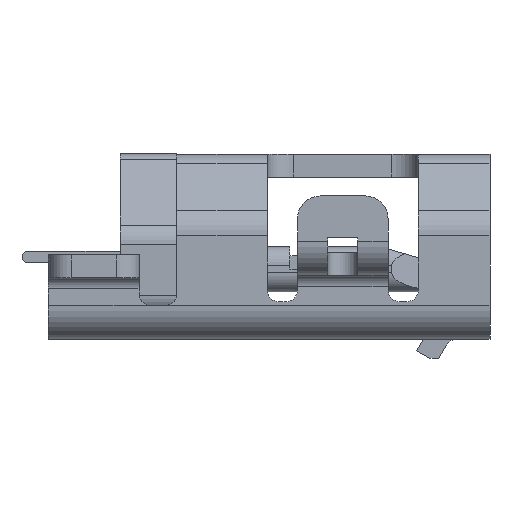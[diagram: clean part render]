
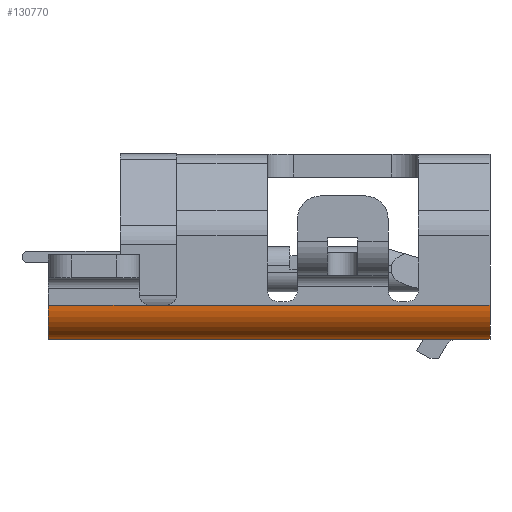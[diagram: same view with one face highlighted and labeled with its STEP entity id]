
A CAD part, front view. The second image highlights one B-rep face of the part: STEP entity #130770.
In plain terms, the highlighted cylindrical face has radius 0.45 mm (diameter 0.9 mm), a partial arc.
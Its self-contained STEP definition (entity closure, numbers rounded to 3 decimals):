
#110680=CARTESIAN_POINT('',(13.35,8.08,-1.215));
#110690=VERTEX_POINT('',#110680);
#110720=CARTESIAN_POINT('',(19.2,8.08,-1.215));
#110730=DIRECTION('',(-1.,0.,0.));
#110740=VECTOR('',#110730,5.85);
#110750=LINE('',#110720,#110740);
#110760=CARTESIAN_POINT('',(19.2,8.08,-1.215));
#110770=VERTEX_POINT('',#110760);
#110780=EDGE_CURVE('',#110770,#110690,#110750,.T.);
#130370=CARTESIAN_POINT('',(19.2,8.08,-0.765));
#130380=DIRECTION('',(1.,0.,0.));
#130390=DIRECTION('',(0.,-1.,0.));
#130400=AXIS2_PLACEMENT_3D('',#130370,#130380,#130390);
#130410=CYLINDRICAL_SURFACE('',#130400,0.45);
#130420=CARTESIAN_POINT('',(19.2,7.63,-0.765));
#130430=DIRECTION('',(1.,0.,0.));
#130440=VECTOR('',#130430,1.);
#130450=LINE('',#130420,#130440);
#130460=CARTESIAN_POINT('',(14.7,7.63,-0.765));
#130470=VERTEX_POINT('',#130460);
#130480=CARTESIAN_POINT('',(14.9,7.63,-0.765));
#130490=VERTEX_POINT('',#130480);
#130500=EDGE_CURVE('',#130470,#130490,#130450,.T.);
#130510=ORIENTED_EDGE('',*,*,#130500,.F.);
#130520=CARTESIAN_POINT('',(19.2,7.63,-0.765));
#130530=VERTEX_POINT('',#130520);
#130540=EDGE_CURVE('',#130490,#130530,#130450,.T.);
#130550=ORIENTED_EDGE('',*,*,#130540,.F.);
#130560=CARTESIAN_POINT('',(19.2,8.08,-0.765));
#130570=DIRECTION('',(1.,0.,0.));
#130580=DIRECTION('',(0.,-1.,0.));
#130590=AXIS2_PLACEMENT_3D('',#130560,#130570,#130580);
#130600=CIRCLE('',#130590,0.45);
#130610=EDGE_CURVE('',#130530,#110770,#130600,.T.);
#130620=ORIENTED_EDGE('',*,*,#130610,.F.);
#130630=ORIENTED_EDGE('',*,*,#110780,.F.);
#130640=CARTESIAN_POINT('',(13.35,8.08,-0.765));
#130650=DIRECTION('',(1.,0.,0.));
#130660=DIRECTION('',(0.,-1.,0.));
#130670=AXIS2_PLACEMENT_3D('',#130640,#130650,#130660);
#130680=CIRCLE('',#130670,0.45);
#130690=CARTESIAN_POINT('',(13.35,7.63,-0.765));
#130700=VERTEX_POINT('',#130690);
#130710=EDGE_CURVE('',#130700,#110690,#130680,.T.);
#130720=ORIENTED_EDGE('',*,*,#130710,.T.);
#130730=EDGE_CURVE('',#130700,#130470,#130450,.T.);
#130740=ORIENTED_EDGE('',*,*,#130730,.F.);
#130750=EDGE_LOOP('',(#130740,#130720,#130630,#130620,#130550,#130510));
#130760=FACE_OUTER_BOUND('',#130750,.T.);
#130770=ADVANCED_FACE('',(#130760),#130410,.T.);
